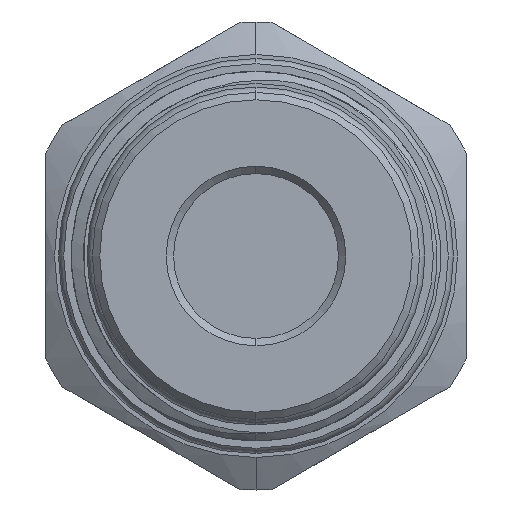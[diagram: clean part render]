
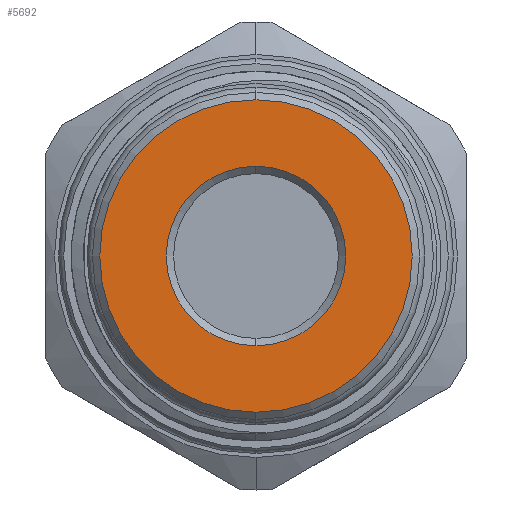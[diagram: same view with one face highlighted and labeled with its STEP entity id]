
A CAD part, left-side view. The second image highlights one B-rep face of the part: STEP entity #5692.
In plain terms, the highlighted planar face has unit normal (-1, 0, 0).
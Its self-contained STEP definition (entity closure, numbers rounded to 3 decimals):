
#290 = FACE_BOUND ( 'NONE', #5352, .T. ) ;
#1111 = AXIS2_PLACEMENT_3D ( 'NONE', #6344, #8887, #5519 ) ;
#1323 = DIRECTION ( 'NONE',  ( 0., 0., -1. ) ) ;
#1770 = EDGE_CURVE ( 'NONE', #1839, #8172, #3434, .T. ) ;
#1839 = VERTEX_POINT ( 'NONE', #9775 ) ;
#1863 = AXIS2_PLACEMENT_3D ( 'NONE', #8630, #5132, #11219 ) ;
#2237 = CIRCLE ( 'NONE', #1863, 10.615 ) ;
#3202 = CARTESIAN_POINT ( 'NONE',  ( 0., 0., 0. ) ) ;
#3223 = EDGE_CURVE ( 'NONE', #4792, #6868, #2237, .T. ) ;
#3434 = CIRCLE ( 'NONE', #1111, 6.1 ) ;
#3758 = ORIENTED_EDGE ( 'NONE', *, *, #5448, .F. ) ;
#3967 = CARTESIAN_POINT ( 'NONE',  ( 0., 0., 10.615 ) ) ;
#4004 = FACE_OUTER_BOUND ( 'NONE', #5795, .T. ) ;
#4625 = ORIENTED_EDGE ( 'NONE', *, *, #1770, .T. ) ;
#4663 = CIRCLE ( 'NONE', #9237, 10.615 ) ;
#4792 = VERTEX_POINT ( 'NONE', #3967 ) ;
#5132 = DIRECTION ( 'NONE',  ( 1., 0., 0. ) ) ;
#5352 = EDGE_LOOP ( 'NONE', ( #10777, #4625 ) ) ;
#5448 = EDGE_CURVE ( 'NONE', #6868, #4792, #4663, .T. ) ;
#5519 = DIRECTION ( 'NONE',  ( 0., 0., -1. ) ) ;
#5595 = DIRECTION ( 'NONE',  ( 1., 0., 0. ) ) ;
#5599 = DIRECTION ( 'NONE',  ( 0., 0., -1. ) ) ;
#5692 = ADVANCED_FACE ( 'NONE', ( #290, #4004 ), #7659, .F. ) ;
#5795 = EDGE_LOOP ( 'NONE', ( #3758, #6179 ) ) ;
#6179 = ORIENTED_EDGE ( 'NONE', *, *, #3223, .F. ) ;
#6275 = AXIS2_PLACEMENT_3D ( 'NONE', #3202, #7614, #11084 ) ;
#6344 = CARTESIAN_POINT ( 'NONE',  ( 0., 0., 0. ) ) ;
#6506 = DIRECTION ( 'NONE',  ( 1., 0., 0. ) ) ;
#6672 = CARTESIAN_POINT ( 'NONE',  ( 0., 0., -10.615 ) ) ;
#6868 = VERTEX_POINT ( 'NONE', #6672 ) ;
#7614 = DIRECTION ( 'NONE',  ( 1., 0., 0. ) ) ;
#7659 = PLANE ( 'NONE',  #6275 ) ;
#8172 = VERTEX_POINT ( 'NONE', #10393 ) ;
#8630 = CARTESIAN_POINT ( 'NONE',  ( 0., 0., 0. ) ) ;
#8686 = EDGE_CURVE ( 'NONE', #8172, #1839, #9812, .T. ) ;
#8887 = DIRECTION ( 'NONE',  ( 1., 0., 0. ) ) ;
#9237 = AXIS2_PLACEMENT_3D ( 'NONE', #9969, #5595, #1323 ) ;
#9294 = AXIS2_PLACEMENT_3D ( 'NONE', #10012, #6506, #5599 ) ;
#9775 = CARTESIAN_POINT ( 'NONE',  ( 0., 0., -6.1 ) ) ;
#9812 = CIRCLE ( 'NONE', #9294, 6.1 ) ;
#9969 = CARTESIAN_POINT ( 'NONE',  ( 0., 0., 0. ) ) ;
#10012 = CARTESIAN_POINT ( 'NONE',  ( 0., 0., 0. ) ) ;
#10393 = CARTESIAN_POINT ( 'NONE',  ( 0., 0., 6.1 ) ) ;
#10777 = ORIENTED_EDGE ( 'NONE', *, *, #8686, .T. ) ;
#11084 = DIRECTION ( 'NONE',  ( 0., 0., -1. ) ) ;
#11219 = DIRECTION ( 'NONE',  ( 0., 0., -1. ) ) ;
